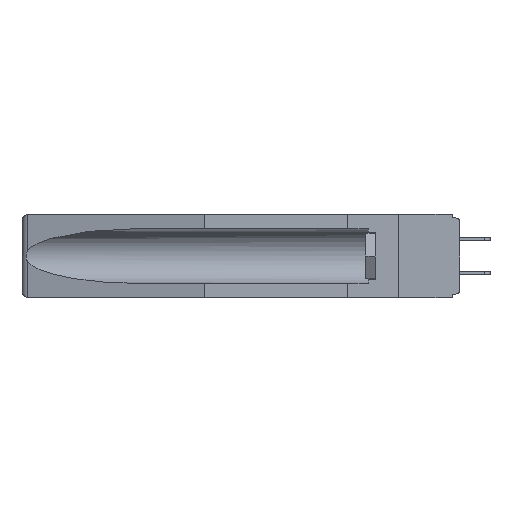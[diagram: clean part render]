
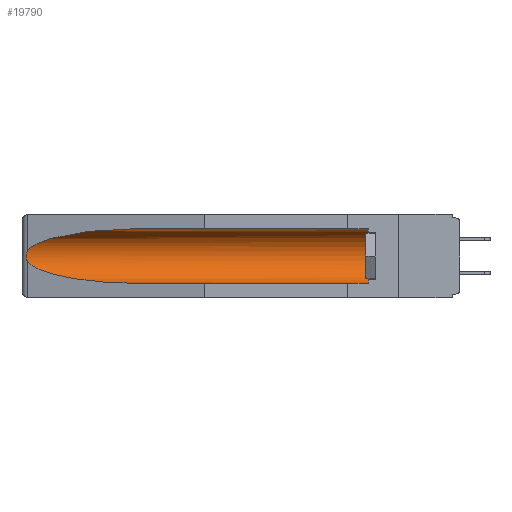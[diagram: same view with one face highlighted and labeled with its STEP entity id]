
A CAD part, left-side view. The second image highlights one B-rep face of the part: STEP entity #19790.
In plain terms, the highlighted cylindrical face has radius 2.857 mm (diameter 5.715 mm), a partial arc.
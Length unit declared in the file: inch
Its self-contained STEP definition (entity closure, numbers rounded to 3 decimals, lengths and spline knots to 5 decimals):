
#251 = DIRECTION ( 'NONE',  ( 0., 1., 0. ) ) ;
#1095 = EDGE_CURVE ( 'NONE', #4184, #2934, #10745, .T. ) ;
#1675 = VERTEX_POINT ( 'NONE', #12505 ) ;
#2088 = EDGE_CURVE ( 'NONE', #8478, #2934, #3410, .T. ) ;
#2206 = EDGE_CURVE ( 'NONE', #19184, #12138, #2258, .T. ) ;
#2258 =( BOUNDED_CURVE ( )  B_SPLINE_CURVE ( 3, ( #7467, #7537, #9224, #9452 ),
 .UNSPECIFIED., .F., .F. ) 
 B_SPLINE_CURVE_WITH_KNOTS ( ( 4, 4 ),
 ( 4.71239, 6.08839 ),
 .UNSPECIFIED. ) 
 CURVE ( )  GEOMETRIC_REPRESENTATION_ITEM ( )  RATIONAL_B_SPLINE_CURVE ( ( 1., 0.848, 0.848, 1. ) ) 
 REPRESENTATION_ITEM ( '' )  );
#2934 = VERTEX_POINT ( 'NONE', #17030 ) ;
#2988 = B_SPLINE_CURVE_WITH_KNOTS ( 'NONE', 3,
 ( #17067, #17720, #8395, #6640, #17480, #3127, #19328, #23139, #12080, #21213 ),
 .UNSPECIFIED., .F., .F.,
 ( 4, 2, 2, 2, 4 ),
 ( 0., 0.00029, 0.00058, 0.00087, 0.00117 ),
 .UNSPECIFIED. ) ;
#3035 = FACE_OUTER_BOUND ( 'NONE', #11679, .T. ) ;
#3127 = CARTESIAN_POINT ( 'NONE',  ( 0.2675, 1.53308, -0.17534 ) ) ;
#3410 = LINE ( 'NONE', #18600, #17726 ) ;
#4020 = CARTESIAN_POINT ( 'NONE',  ( 0.155, -0.30754, -0.059 ) ) ;
#4041 = CARTESIAN_POINT ( 'NONE',  ( 0.155, -0.30754, -0.1715 ) ) ;
#4184 = VERTEX_POINT ( 'NONE', #22923 ) ;
#4495 = CARTESIAN_POINT ( 'NONE',  ( 0.155, 0.126, -0.1715 ) ) ;
#5874 = DIRECTION ( 'NONE',  ( 0., 1., 0. ) ) ;
#5954 = ORIENTED_EDGE ( 'NONE', *, *, #14596, .T. ) ;
#6640 = CARTESIAN_POINT ( 'NONE',  ( 0.2673, 1.5327, -0.16383 ) ) ;
#7467 = CARTESIAN_POINT ( 'NONE',  ( 0.155, 1.07973, -0.059 ) ) ;
#7537 = CARTESIAN_POINT ( 'NONE',  ( 0.21114, 1.30732, -0.059 ) ) ;
#7553 = ORIENTED_EDGE ( 'NONE', *, *, #22873, .T. ) ;
#8395 = CARTESIAN_POINT ( 'NONE',  ( 0.26654, 1.53092, -0.15636 ) ) ;
#8478 = VERTEX_POINT ( 'NONE', #15182 ) ;
#9167 = CARTESIAN_POINT ( 'NONE',  ( 0.155, 1.07973, -0.059 ) ) ;
#9179 = EDGE_CURVE ( 'NONE', #1675, #19184, #21166, .T. ) ;
#9224 = CARTESIAN_POINT ( 'NONE',  ( 0.25451, 1.48313, -0.09465 ) ) ;
#9452 = CARTESIAN_POINT ( 'NONE',  ( 0.26537, 1.52718, -0.14972 ) ) ;
#9461 = ORIENTED_EDGE ( 'NONE', *, *, #2206, .T. ) ;
#9486 = AXIS2_PLACEMENT_3D ( 'NONE', #4041, #5874, #19860 ) ;
#9930 = CARTESIAN_POINT ( 'NONE',  ( 0.26537, 1.52718, -0.19328 ) ) ;
#10175 = CARTESIAN_POINT ( 'NONE',  ( 0.21114, 1.30732, -0.284 ) ) ;
#10745 =( BOUNDED_CURVE ( )  B_SPLINE_CURVE ( 3, ( #9930, #11783, #10175, #17570 ),
 .UNSPECIFIED., .F., .F. ) 
 B_SPLINE_CURVE_WITH_KNOTS ( ( 4, 4 ),
 ( 0.1948, 1.5708 ),
 .UNSPECIFIED. ) 
 CURVE ( )  GEOMETRIC_REPRESENTATION_ITEM ( )  RATIONAL_B_SPLINE_CURVE ( ( 1., 0.848, 0.848, 1. ) ) 
 REPRESENTATION_ITEM ( '' )  );
#11679 = EDGE_LOOP ( 'NONE', ( #9461, #7553, #22769, #18200, #5954, #12001 ) ) ;
#11783 = CARTESIAN_POINT ( 'NONE',  ( 0.25451, 1.48313, -0.24835 ) ) ;
#12001 = ORIENTED_EDGE ( 'NONE', *, *, #9179, .T. ) ;
#12080 = CARTESIAN_POINT ( 'NONE',  ( 0.26597, 1.5296, -0.19026 ) ) ;
#12138 = VERTEX_POINT ( 'NONE', #14370 ) ;
#12505 = CARTESIAN_POINT ( 'NONE',  ( 0.155, 0.126, -0.059 ) ) ;
#13111 = AXIS2_PLACEMENT_3D ( 'NONE', #4495, #13933, #23067 ) ;
#13933 = DIRECTION ( 'NONE',  ( 0., -1., 0. ) ) ;
#14370 = CARTESIAN_POINT ( 'NONE',  ( 0.26537, 1.52718, -0.14972 ) ) ;
#14596 = EDGE_CURVE ( 'NONE', #8478, #1675, #22813, .T. ) ;
#15182 = CARTESIAN_POINT ( 'NONE',  ( 0.155, 0.126, -0.284 ) ) ;
#17030 = CARTESIAN_POINT ( 'NONE',  ( 0.155, 1.07973, -0.284 ) ) ;
#17064 = DIRECTION ( 'NONE',  ( 0., 1., 0. ) ) ;
#17067 = CARTESIAN_POINT ( 'NONE',  ( 0.26537, 1.52718, -0.14972 ) ) ;
#17365 = CYLINDRICAL_SURFACE ( 'NONE', #9486, 0.1125 ) ;
#17480 = CARTESIAN_POINT ( 'NONE',  ( 0.2675, 1.53308, -0.16763 ) ) ;
#17570 = CARTESIAN_POINT ( 'NONE',  ( 0.155, 1.07973, -0.284 ) ) ;
#17720 = CARTESIAN_POINT ( 'NONE',  ( 0.26597, 1.52961, -0.15275 ) ) ;
#17726 = VECTOR ( 'NONE', #251, 39.37008 ) ;
#18200 = ORIENTED_EDGE ( 'NONE', *, *, #2088, .F. ) ;
#18600 = CARTESIAN_POINT ( 'NONE',  ( 0.155, -0.30754, -0.284 ) ) ;
#19184 = VERTEX_POINT ( 'NONE', #9167 ) ;
#19328 = CARTESIAN_POINT ( 'NONE',  ( 0.2673, 1.53269, -0.17917 ) ) ;
#19790 = ADVANCED_FACE ( 'NONE', ( #3035 ), #17365, .F. ) ;
#19860 = DIRECTION ( 'NONE',  ( 0., 0., 1. ) ) ;
#20592 = VECTOR ( 'NONE', #17064, 39.37008 ) ;
#21166 = LINE ( 'NONE', #4020, #20592 ) ;
#21213 = CARTESIAN_POINT ( 'NONE',  ( 0.26537, 1.52718, -0.19328 ) ) ;
#22769 = ORIENTED_EDGE ( 'NONE', *, *, #1095, .T. ) ;
#22813 = CIRCLE ( 'NONE', #13111, 0.1125 ) ;
#22873 = EDGE_CURVE ( 'NONE', #12138, #4184, #2988, .T. ) ;
#22923 = CARTESIAN_POINT ( 'NONE',  ( 0.26537, 1.52718, -0.19328 ) ) ;
#23067 = DIRECTION ( 'NONE',  ( 0., 0., 1. ) ) ;
#23139 = CARTESIAN_POINT ( 'NONE',  ( 0.26655, 1.53094, -0.18657 ) ) ;
